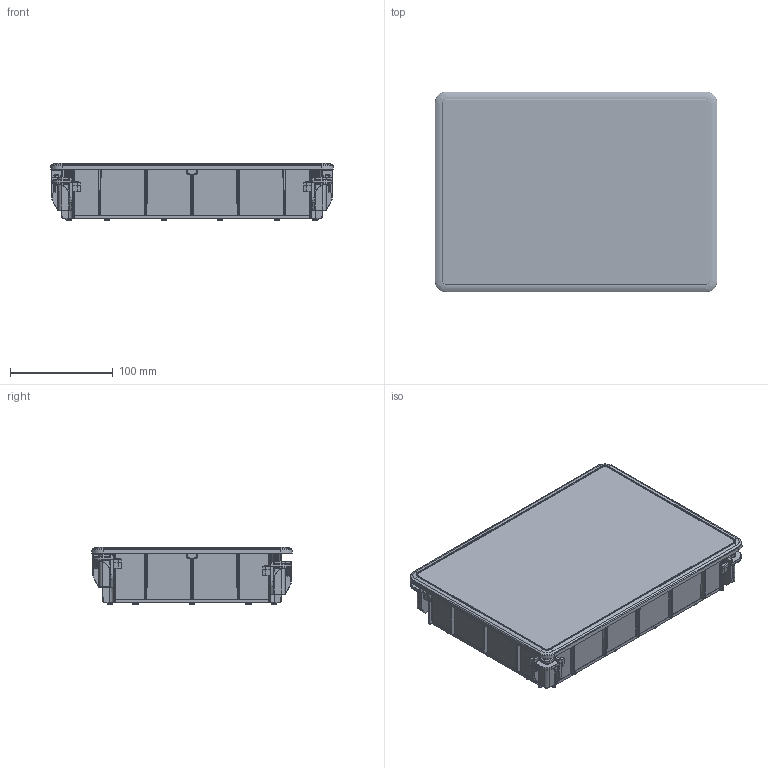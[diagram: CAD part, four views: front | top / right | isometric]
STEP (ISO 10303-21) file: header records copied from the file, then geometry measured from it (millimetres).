
FILE_DESCRIPTION(/* description */ (''),/* implementation_level */ '2;1');
FILE_NAME(/* name */ '78011015.S2_BTK-IP 10.1-9005 FP.stp',/* time_stamp */ '2016-08-23T07:07:19+02:00',/* author */ ('kleemann'),/* organization */ ('Fa. Bopla'),/* preprocessor_version */ 'ST-DEVELOPER v16.1',/* originating_system */ 'Autodesk Inventor 2016',/* authorisation */ '');
FILE_SCHEMA (('AUTOMOTIVE_DESIGN { 1 0 10303 214 3 1 1 }'));
Products named in the file (9): 1011028_3D; 1010695_3D; SHR Z KA35X20 WN 1412 OG_3DSYM TEIL1; 1011030_3D_ohne Innenteil; 1011202_3D; 1011031_3D; 1011031_3D_1; SHR Z KA30X10 WN 1412 MG_3DSYM; 78011015.S2_BTK-IP 10.1-9005 FP
Assembly tree (27 placements, depth 3):
  78011015.S2_BTK-IP 10.1-9005 FP
    1011028_3D
    1010695_3D  x4
    SHR Z KA35X20 WN 1412 OG_3DSYM TEIL1  x4
    1011030_3D_ohne Innenteil
    1011202_3D
    1011031_3D_1
      1011031_3D
    SHR Z KA30X10 WN 1412 MG_3DSYM  x14
Bounding box: 275 x 195 x 56.45 mm (x, y, z)
Volume: 441333.1 mm3; surface area: 365302.4 mm2
Topology: 26 solids, 26 shells, 4532 faces, 11034 edges, 6495 vertices
Faces by surface type: cylinder 1453, plane 1283, bspline 972, torus 406, cone 264, sphere 154
Full cylindrical faces by diameter (mm): 2 x84, 3.2 x1, 3.5 x18, 5.3 x14, 6.1 x4
Entity records: 108282 total; most frequent: CARTESIAN_POINT 42697, ORIENTED_EDGE 13904, DIRECTION 13191, EDGE_CURVE 6952, AXIS2_PLACEMENT_3D 5218, VERTEX_POINT 4132, EDGE_LOOP 3178, FACE_OUTER_BOUND 2985
